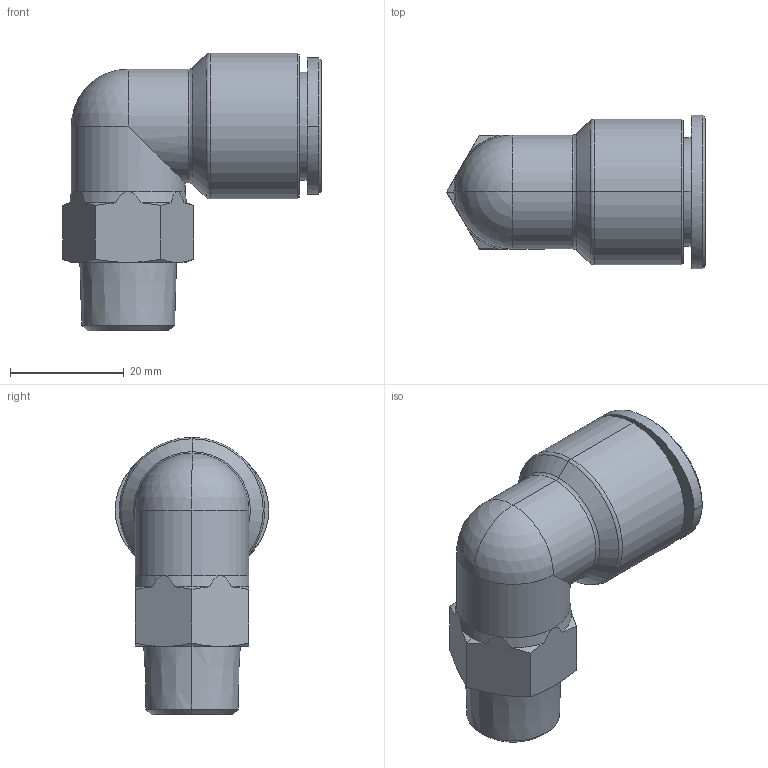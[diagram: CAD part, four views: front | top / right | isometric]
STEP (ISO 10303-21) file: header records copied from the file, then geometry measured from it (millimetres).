
FILE_DESCRIPTION((''),'2;1');
FILE_NAME('GPL 1603(3D).stp','2012-12-20T19:06:05',(''),(''),'Mechanical Desktop.R8.0.24.0','Mechanical Desktop.R8.0.24.0',', , ');
FILE_SCHEMA(('CONFIG_CONTROL_DESIGN'));
Length unit declared in the file: millimetre
Products named in the file (2): GPL 1603(3D); ºÎÇ°1
Assembly tree (1 placements, depth 2):
  GPL 1603(3D)
    ºÎÇ°1
Bounding box: 45.55 x 27 x 48.8 mm (x, y, z)
Volume: 18162.6 mm3; surface area: 7697.6 mm2
Topology: 1 solids, 1 shells, 284 faces, 762 edges, 494 vertices
Faces by surface type: plane 191, cone 36, bspline 31, cylinder 22, torus 2, sphere 2
Entity records: 9628 total; most frequent: CARTESIAN_POINT 2536, ORIENTED_EDGE 1520, DIRECTION 1373, EDGE_CURVE 760, VECTOR 575, LINE 575, VERTEX_POINT 494, AXIS2_PLACEMENT_3D 399
